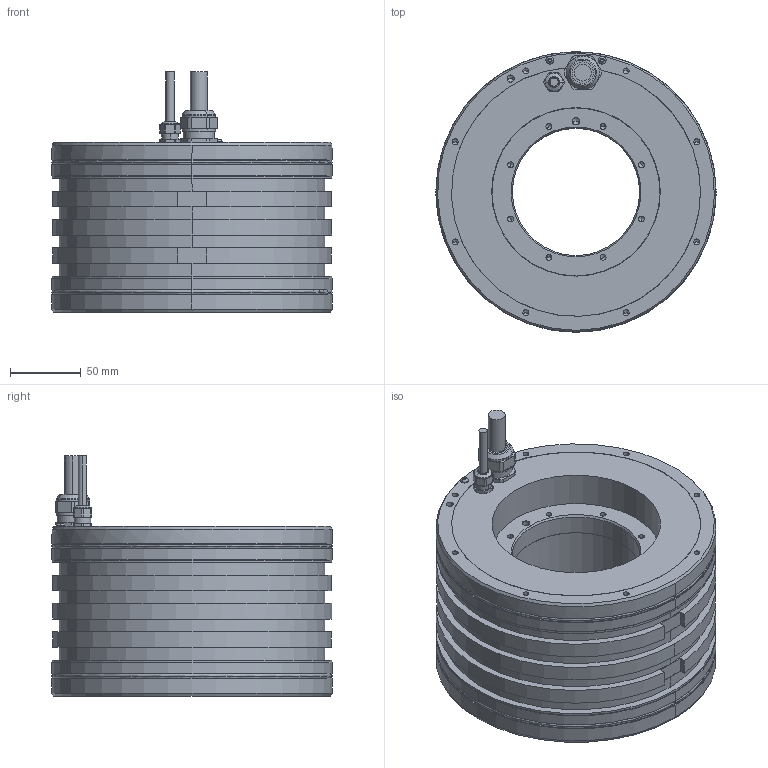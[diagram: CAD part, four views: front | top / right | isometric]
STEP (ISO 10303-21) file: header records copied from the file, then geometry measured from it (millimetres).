
FILE_DESCRIPTION((''),'2;1');
FILE_NAME('PRT0001','2016-06-01T',('ch5533'),(''),'PRO/ENGINEER BY PARAMETRIC TECHNOLOGY CORPORATION, 2014000','PRO/ENGINEER BY PARAMETRIC TECHNOLOGY CORPORATION, 2014000','');
FILE_SCHEMA(('CONFIG_CONTROL_DESIGN'));
Length unit declared in the file: millimetre
Products named in the file (1): PRT0001
Bounding box: 198 x 198 x 169.8 mm (x, y, z)
Volume: 2568054 mm3; surface area: 266852.5 mm2
Topology: 4 solids, 14 shells, 526 faces, 1251 edges, 737 vertices
Faces by surface type: cylinder 238, cone 132, plane 106, torus 38, revolution 8, sphere 4
Entity records: 19314 total; most frequent: CARTESIAN_POINT 3067, DIRECTION 2838, ORIENTED_EDGE 2358, AXIS2_PLACEMENT_3D 1184, EDGE_CURVE 1179, VERTEX_POINT 737, CIRCLE 666, EDGE_LOOP 608
